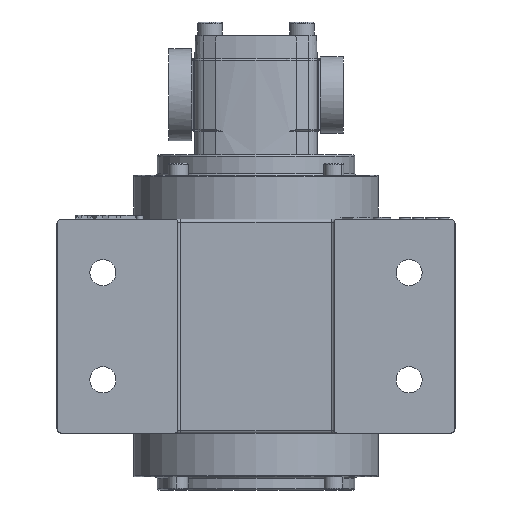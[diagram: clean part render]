
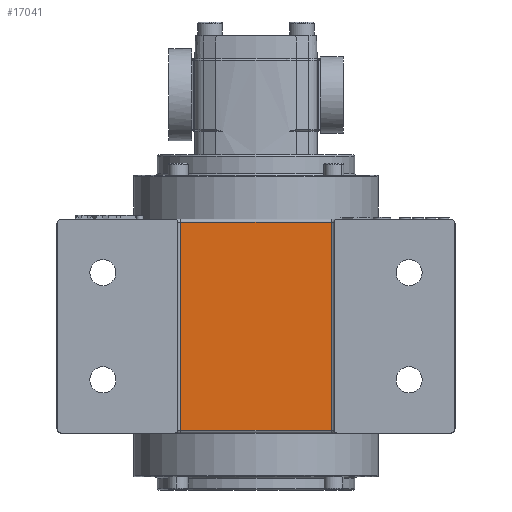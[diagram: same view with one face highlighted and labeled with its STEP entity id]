
A CAD part, front view. The second image highlights one B-rep face of the part: STEP entity #17041.
In plain terms, the highlighted planar face has unit normal (0, -1, 0).
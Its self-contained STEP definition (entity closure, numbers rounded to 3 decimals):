
#980 = AXIS2_PLACEMENT_3D ( 'NONE', #21565, #32081, #4323 ) ;
#1395 = EDGE_LOOP ( 'NONE', ( #4558, #9952, #42703, #14288 ) ) ;
#4323 = DIRECTION ( 'NONE',  ( 0., 0., -1. ) ) ;
#4558 = ORIENTED_EDGE ( 'NONE', *, *, #8642, .T. ) ;
#5140 = CARTESIAN_POINT ( 'NONE',  ( -49., -110., 120. ) ) ;
#5379 = DIRECTION ( 'NONE',  ( -1., 0., 0. ) ) ;
#7549 = PLANE ( 'NONE',  #980 ) ;
#8642 = EDGE_CURVE ( 'NONE', #43143, #36875, #9867, .T. ) ;
#9262 = LINE ( 'NONE', #5140, #35286 ) ;
#9867 = LINE ( 'NONE', #45190, #22487 ) ;
#9952 = ORIENTED_EDGE ( 'NONE', *, *, #21396, .T. ) ;
#10775 = VECTOR ( 'NONE', #34662, 1000. ) ;
#11566 = VECTOR ( 'NONE', #40339, 1000. ) ;
#14288 = ORIENTED_EDGE ( 'NONE', *, *, #37131, .T. ) ;
#14660 = DIRECTION ( 'NONE',  ( 0., 0., -1. ) ) ;
#16018 = CARTESIAN_POINT ( 'NONE',  ( 49., -110., 127. ) ) ;
#16543 = LINE ( 'NONE', #20666, #10775 ) ;
#17041 = ADVANCED_FACE ( 'NONE', ( #38952 ), #7549, .T. ) ;
#20666 = CARTESIAN_POINT ( 'NONE',  ( 49., -110., -16. ) ) ;
#21396 = EDGE_CURVE ( 'NONE', #36875, #35297, #16543, .T. ) ;
#21565 = CARTESIAN_POINT ( 'NONE',  ( -51., -110., 127. ) ) ;
#22487 = VECTOR ( 'NONE', #14660, 1000. ) ;
#23573 = EDGE_CURVE ( 'NONE', #35297, #33221, #29819, .T. ) ;
#29819 = LINE ( 'NONE', #16018, #11566 ) ;
#32081 = DIRECTION ( 'NONE',  ( 0., -1., 0. ) ) ;
#33221 = VERTEX_POINT ( 'NONE', #34552 ) ;
#34389 = CARTESIAN_POINT ( 'NONE',  ( -49., -110., 120. ) ) ;
#34552 = CARTESIAN_POINT ( 'NONE',  ( 49., -110., 120. ) ) ;
#34662 = DIRECTION ( 'NONE',  ( 1., 0., 0. ) ) ;
#35286 = VECTOR ( 'NONE', #5379, 1000. ) ;
#35297 = VERTEX_POINT ( 'NONE', #36245 ) ;
#36245 = CARTESIAN_POINT ( 'NONE',  ( 49., -110., -16. ) ) ;
#36875 = VERTEX_POINT ( 'NONE', #41642 ) ;
#37131 = EDGE_CURVE ( 'NONE', #33221, #43143, #9262, .T. ) ;
#38952 = FACE_OUTER_BOUND ( 'NONE', #1395, .T. ) ;
#40339 = DIRECTION ( 'NONE',  ( 0., 0., 1. ) ) ;
#41642 = CARTESIAN_POINT ( 'NONE',  ( -49., -110., -16. ) ) ;
#42703 = ORIENTED_EDGE ( 'NONE', *, *, #23573, .T. ) ;
#43143 = VERTEX_POINT ( 'NONE', #34389 ) ;
#45190 = CARTESIAN_POINT ( 'NONE',  ( -49., -110., 127. ) ) ;
